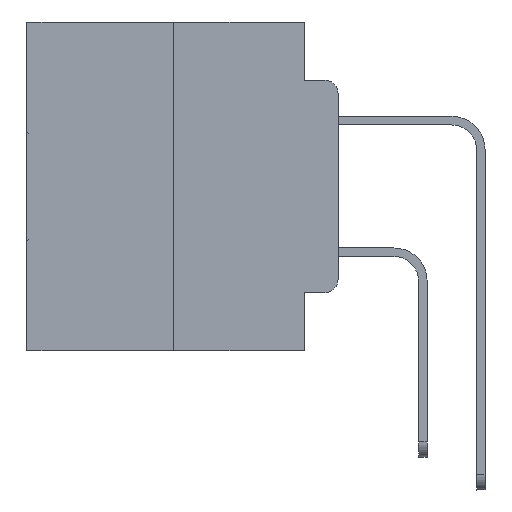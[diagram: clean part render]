
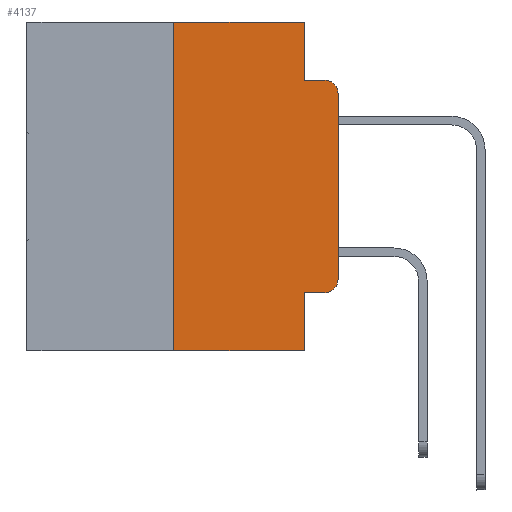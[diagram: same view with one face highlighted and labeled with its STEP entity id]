
A CAD part, left-side view. The second image highlights one B-rep face of the part: STEP entity #4137.
In plain terms, the highlighted planar face has unit normal (-1, 0, 0).
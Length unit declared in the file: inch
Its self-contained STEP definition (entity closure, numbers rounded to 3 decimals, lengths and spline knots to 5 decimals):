
#1323 = CARTESIAN_POINT ( 'NONE',  ( 0., 0.473, 0. ) ) ;
#1348 = DIRECTION ( 'NONE',  ( 0., 0., 1. ) ) ;
#1397 = LINE ( 'NONE', #8280, #7279 ) ;
#1513 = EDGE_CURVE ( 'NONE', #10964, #23692, #25866, .T. ) ;
#1537 = CARTESIAN_POINT ( 'NONE',  ( 0., 0.25, 0. ) ) ;
#1567 = VERTEX_POINT ( 'NONE', #5970 ) ;
#1650 = EDGE_CURVE ( 'NONE', #23692, #1567, #1397, .T. ) ;
#1743 = DIRECTION ( 'NONE',  ( 0., 0., -1. ) ) ;
#2219 = DIRECTION ( 'NONE',  ( 0., 0., -1. ) ) ;
#2312 = CARTESIAN_POINT ( 'NONE',  ( 0., 0.051, -0.4115 ) ) ;
#3028 = LINE ( 'NONE', #26011, #8911 ) ;
#3341 = EDGE_CURVE ( 'NONE', #1567, #21140, #24630, .T. ) ;
#4137 = ADVANCED_FACE ( 'NONE', ( #7175 ), #24020, .F. ) ;
#5734 = AXIS2_PLACEMENT_3D ( 'NONE', #11734, #16720, #1743 ) ;
#5970 = CARTESIAN_POINT ( 'NONE',  ( 0., 0., -0.1085 ) ) ;
#6219 = DIRECTION ( 'NONE',  ( -1., 0., 0. ) ) ;
#6224 = DIRECTION ( 'NONE',  ( 0., -1., 0. ) ) ;
#6277 = VECTOR ( 'NONE', #24604, 39.37008 ) ;
#6305 = CARTESIAN_POINT ( 'NONE',  ( 0., 0.02, -0.3915 ) ) ;
#6366 = ORIENTED_EDGE ( 'NONE', *, *, #21234, .T. ) ;
#6528 = CARTESIAN_POINT ( 'NONE',  ( 0., 0., -0.3915 ) ) ;
#6738 = ORIENTED_EDGE ( 'NONE', *, *, #3341, .T. ) ;
#7054 = LINE ( 'NONE', #14700, #6277 ) ;
#7175 = FACE_OUTER_BOUND ( 'NONE', #24642, .T. ) ;
#7279 = VECTOR ( 'NONE', #1348, 39.37008 ) ;
#7907 = CARTESIAN_POINT ( 'NONE',  ( 0., 0.02, -0.1085 ) ) ;
#7974 = CARTESIAN_POINT ( 'NONE',  ( 0., 0.02, -0.0885 ) ) ;
#8280 = CARTESIAN_POINT ( 'NONE',  ( 0., 0., 0. ) ) ;
#8323 = CARTESIAN_POINT ( 'NONE',  ( 0., 0.051, 0. ) ) ;
#8742 = EDGE_CURVE ( 'NONE', #30810, #12078, #21298, .T. ) ;
#8889 = CARTESIAN_POINT ( 'NONE',  ( 0., 0.25, 0. ) ) ;
#8911 = VECTOR ( 'NONE', #6224, 39.37008 ) ;
#10920 = CARTESIAN_POINT ( 'NONE',  ( 0., 0.051, -0.4115 ) ) ;
#10964 = VERTEX_POINT ( 'NONE', #20250 ) ;
#11453 = ORIENTED_EDGE ( 'NONE', *, *, #19386, .T. ) ;
#11549 = DIRECTION ( 'NONE',  ( 0., 0., -1. ) ) ;
#11734 = CARTESIAN_POINT ( 'NONE',  ( 0., 0.473, 0. ) ) ;
#11938 = CARTESIAN_POINT ( 'NONE',  ( 0., 0.051, 0. ) ) ;
#11949 = VECTOR ( 'NONE', #13961, 39.37008 ) ;
#12078 = VERTEX_POINT ( 'NONE', #15207 ) ;
#12580 = AXIS2_PLACEMENT_3D ( 'NONE', #7907, #18283, #11549 ) ;
#13858 = DIRECTION ( 'NONE',  ( 0., -1., 0. ) ) ;
#13955 = CARTESIAN_POINT ( 'NONE',  ( 0., 0.25, -0.5 ) ) ;
#13961 = DIRECTION ( 'NONE',  ( 0., 0., -1. ) ) ;
#14249 = LINE ( 'NONE', #31018, #11949 ) ;
#14693 = VECTOR ( 'NONE', #15795, 39.37008 ) ;
#14700 = CARTESIAN_POINT ( 'NONE',  ( 0., 0.051, -0.0885 ) ) ;
#15207 = CARTESIAN_POINT ( 'NONE',  ( 0., 0.051, -0.0885 ) ) ;
#15795 = DIRECTION ( 'NONE',  ( 0., 0., -1. ) ) ;
#15858 = EDGE_CURVE ( 'NONE', #30710, #29195, #27578, .T. ) ;
#16378 = DIRECTION ( 'NONE',  ( 0., 0., 1. ) ) ;
#16486 = ORIENTED_EDGE ( 'NONE', *, *, #25756, .F. ) ;
#16720 = DIRECTION ( 'NONE',  ( 1., 0., 0. ) ) ;
#18020 = ORIENTED_EDGE ( 'NONE', *, *, #29185, .F. ) ;
#18283 = DIRECTION ( 'NONE',  ( -1., 0., 0. ) ) ;
#19386 = EDGE_CURVE ( 'NONE', #30710, #30408, #3028, .T. ) ;
#19578 = VECTOR ( 'NONE', #16378, 39.37008 ) ;
#20250 = CARTESIAN_POINT ( 'NONE',  ( 0., 0.02, -0.4115 ) ) ;
#21120 = ORIENTED_EDGE ( 'NONE', *, *, #1513, .T. ) ;
#21140 = VERTEX_POINT ( 'NONE', #7974 ) ;
#21234 = EDGE_CURVE ( 'NONE', #25982, #10964, #30559, .T. ) ;
#21298 = LINE ( 'NONE', #8323, #14693 ) ;
#22008 = VECTOR ( 'NONE', #13858, 39.37008 ) ;
#23692 = VERTEX_POINT ( 'NONE', #6528 ) ;
#23795 = ORIENTED_EDGE ( 'NONE', *, *, #15858, .F. ) ;
#24020 = PLANE ( 'NONE',  #5734 ) ;
#24202 = VECTOR ( 'NONE', #28082, 39.37008 ) ;
#24299 = LINE ( 'NONE', #1323, #22008 ) ;
#24604 = DIRECTION ( 'NONE',  ( 0., -1., 0. ) ) ;
#24630 = CIRCLE ( 'NONE', #12580, 0.02 ) ;
#24642 = EDGE_LOOP ( 'NONE', ( #25695, #6738, #27198, #28697, #16486, #23795, #11453, #18020, #6366, #21120 ) ) ;
#25695 = ORIENTED_EDGE ( 'NONE', *, *, #1650, .T. ) ;
#25756 = EDGE_CURVE ( 'NONE', #29195, #30810, #24299, .T. ) ;
#25866 = CIRCLE ( 'NONE', #29372, 0.02 ) ;
#25982 = VERTEX_POINT ( 'NONE', #2312 ) ;
#26011 = CARTESIAN_POINT ( 'NONE',  ( 0., 0.473, -0.5 ) ) ;
#26604 = EDGE_CURVE ( 'NONE', #12078, #21140, #7054, .T. ) ;
#27198 = ORIENTED_EDGE ( 'NONE', *, *, #26604, .F. ) ;
#27578 = LINE ( 'NONE', #8889, #19578 ) ;
#28082 = DIRECTION ( 'NONE',  ( 0., -1., 0. ) ) ;
#28697 = ORIENTED_EDGE ( 'NONE', *, *, #8742, .F. ) ;
#29185 = EDGE_CURVE ( 'NONE', #25982, #30408, #14249, .T. ) ;
#29195 = VERTEX_POINT ( 'NONE', #1537 ) ;
#29372 = AXIS2_PLACEMENT_3D ( 'NONE', #6305, #6219, #2219 ) ;
#29792 = CARTESIAN_POINT ( 'NONE',  ( 0., 0.051, -0.5 ) ) ;
#30408 = VERTEX_POINT ( 'NONE', #29792 ) ;
#30559 = LINE ( 'NONE', #10920, #24202 ) ;
#30710 = VERTEX_POINT ( 'NONE', #13955 ) ;
#30810 = VERTEX_POINT ( 'NONE', #11938 ) ;
#31018 = CARTESIAN_POINT ( 'NONE',  ( 0., 0.051, 0. ) ) ;
